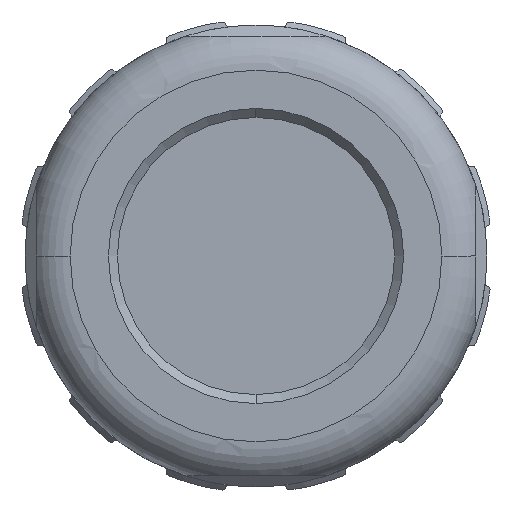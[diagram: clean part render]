
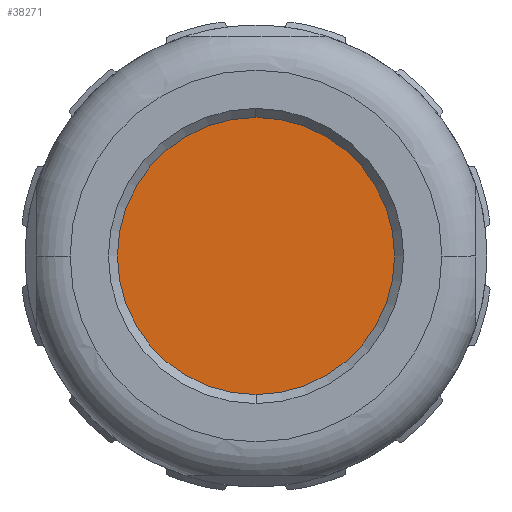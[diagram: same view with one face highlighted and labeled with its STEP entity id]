
A CAD part, front view. The second image highlights one B-rep face of the part: STEP entity #38271.
In plain terms, the highlighted planar face has unit normal (0, -1, 0).
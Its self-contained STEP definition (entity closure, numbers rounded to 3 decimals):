
#9329=CARTESIAN_POINT('',(0.,-19.65,0.));
#9330=DIRECTION('',(0.,-1.,0.));
#9331=DIRECTION('',(0.,0.,-1.));
#9332=AXIS2_PLACEMENT_3D('',#9329,#9330,#9331);
#9338=CARTESIAN_POINT('',(0.,-19.65,0.));
#9339=DIRECTION('',(0.,-1.,0.));
#9340=DIRECTION('',(0.,0.,1.));
#9341=AXIS2_PLACEMENT_3D('',#9338,#9339,#9340);
#21563=CARTESIAN_POINT('',(0.,-19.65,-6.15));
#21564=CARTESIAN_POINT('',(0.,-19.65,6.15));
#21565=VERTEX_POINT('',#21563);
#21566=VERTEX_POINT('',#21564);
#38261=CARTESIAN_POINT('',(0.,-19.65,0.));
#38262=DIRECTION('',(0.,-1.,0.));
#38263=DIRECTION('',(-1.,0.,0.));
#38264=AXIS2_PLACEMENT_3D('',#38261,#38262,#38263);
#38265=PLANE('',#38264);
#38266=ORIENTED_EDGE('',*,*,#38251,.F.);
#38268=ORIENTED_EDGE('',*,*,#38267,.F.);
#38269=EDGE_LOOP('',(#38266,#38268));
#38270=FACE_OUTER_BOUND('',#38269,.F.);
#38271=ADVANCED_FACE('',(#38270),#38265,.T.);
#9333=CIRCLE('',#9332,6.15);
#9342=CIRCLE('',#9341,6.15);
#38251=EDGE_CURVE('',#21565,#21566,#9333,.T.);
#38267=EDGE_CURVE('',#21566,#21565,#9342,.T.);
